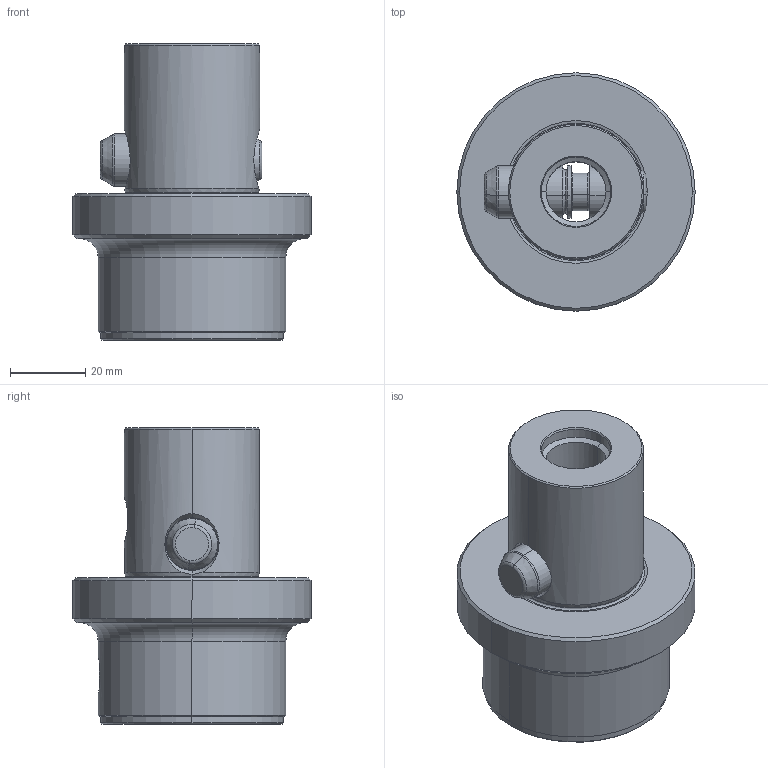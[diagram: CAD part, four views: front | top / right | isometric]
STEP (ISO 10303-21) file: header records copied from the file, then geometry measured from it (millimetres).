
FILE_DESCRIPTION(('no description'),'unknown implementation level');
FILE_NAME('F2F3BF43-CD2D-4D16-AB06-FCCF92DE6D79_export.stp',' ',('CIMSOURCE GmbH'),('CADClick - KiM GmbH - www.kimweb.de'),'unknown preprocess','ACIS','unknown authorization');
FILE_SCHEMA(('automotive_design'));
Length unit declared in the file: millimetre
Products named in the file (3): 332.651 Kaiser CKS6 X CK5 X 80B|332.651 Kaiser CKS6 X CK5 X 80B_Standard;NONE; 332.651 Kaiser CKS6 X CK5 X 80B|690.435 Kaiser ETL M10 X 14 CK5_Standard;NONE; 332.651 Kaiser CKS6 X CK5 X 80B|691.506 Kaiser ETL �14 X 43K_Standard|691.526 Mitnehmerbolzen_Standard;NONE
Bounding box: 63.5 x 63.5 x 79 mm (x, y, z)
Volume: 101974.3 mm3; surface area: 25472.1 mm2
Topology: 3 solids, 3 shells, 152 faces, 338 edges, 192 vertices
Faces by surface type: cone 54, cylinder 42, plane 34, torus 22
Entity records: 8753 total; most frequent: CARTESIAN_POINT 1428, DIRECTION 782, STYLED_ITEM 681, PRESENTATION_STYLE_ASSIGNMENT 681, COLOUR_RGB 681, ORIENTED_EDGE 668, EDGE_CURVE 334, CURVE_STYLE 334
